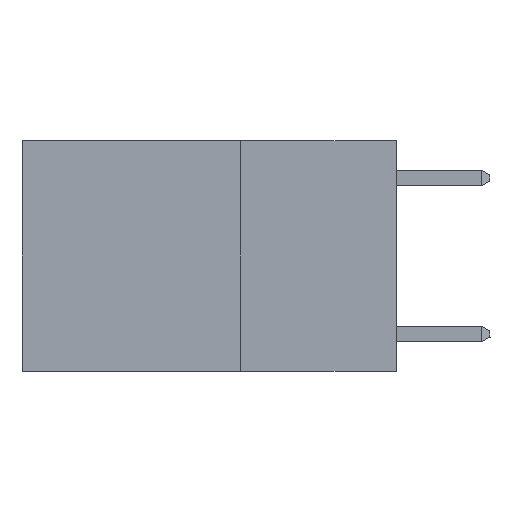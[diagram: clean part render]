
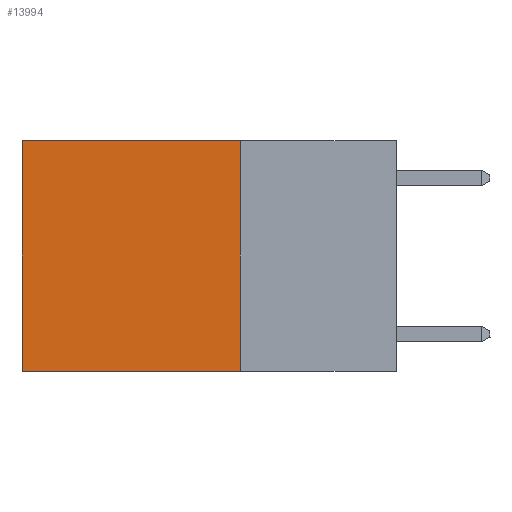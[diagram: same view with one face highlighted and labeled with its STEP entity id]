
A CAD part, left-side view. The second image highlights one B-rep face of the part: STEP entity #13994.
In plain terms, the highlighted planar face has unit normal (-1, 0, 0).
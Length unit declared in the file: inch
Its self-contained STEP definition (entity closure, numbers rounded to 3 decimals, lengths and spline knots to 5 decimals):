
#127 = VECTOR ( 'NONE', #5716, 39.37008 ) ;
#481 = LINE ( 'NONE', #8981, #127 ) ;
#668 = ORIENTED_EDGE ( 'NONE', *, *, #11563, .T. ) ;
#1141 = FACE_OUTER_BOUND ( 'NONE', #11133, .T. ) ;
#1241 = ORIENTED_EDGE ( 'NONE', *, *, #13153, .F. ) ;
#1455 = VERTEX_POINT ( 'NONE', #3151 ) ;
#2256 = VERTEX_POINT ( 'NONE', #2318 ) ;
#2318 = CARTESIAN_POINT ( 'NONE',  ( 0.2625, 0.25, -0.37 ) ) ;
#2687 = CARTESIAN_POINT ( 'NONE',  ( 0.2625, 0.25, 0. ) ) ;
#2781 = CARTESIAN_POINT ( 'NONE',  ( 0.2625, 0.25, 0. ) ) ;
#2826 = DIRECTION ( 'NONE',  ( 0., 0., -1. ) ) ;
#2886 = ORIENTED_EDGE ( 'NONE', *, *, #8395, .F. ) ;
#3151 = CARTESIAN_POINT ( 'NONE',  ( 0.2625, 0.6, 0. ) ) ;
#3949 = DIRECTION ( 'NONE',  ( 0., 1., 0. ) ) ;
#4242 = CARTESIAN_POINT ( 'NONE',  ( 0.2625, 0.6, 0. ) ) ;
#4895 = PLANE ( 'NONE',  #8346 ) ;
#5123 = VECTOR ( 'NONE', #3949, 39.37008 ) ;
#5153 = LINE ( 'NONE', #4242, #5485 ) ;
#5485 = VECTOR ( 'NONE', #10764, 39.37008 ) ;
#5508 = VERTEX_POINT ( 'NONE', #11080 ) ;
#5716 = DIRECTION ( 'NONE',  ( 0., 1., 0. ) ) ;
#5786 = EDGE_CURVE ( 'NONE', #7149, #1455, #10909, .T. ) ;
#5977 = DIRECTION ( 'NONE',  ( 0., 0., -1. ) ) ;
#6859 = ORIENTED_EDGE ( 'NONE', *, *, #5786, .T. ) ;
#6947 = VECTOR ( 'NONE', #2826, 39.37008 ) ;
#7149 = VERTEX_POINT ( 'NONE', #9441 ) ;
#8346 = AXIS2_PLACEMENT_3D ( 'NONE', #2687, #12499, #5977 ) ;
#8395 = EDGE_CURVE ( 'NONE', #7149, #2256, #12723, .T. ) ;
#8981 = CARTESIAN_POINT ( 'NONE',  ( 0.2625, 0.25, -0.37 ) ) ;
#9441 = CARTESIAN_POINT ( 'NONE',  ( 0.2625, 0.25, 0. ) ) ;
#10764 = DIRECTION ( 'NONE',  ( 0., 0., -1. ) ) ;
#10909 = LINE ( 'NONE', #12612, #5123 ) ;
#11080 = CARTESIAN_POINT ( 'NONE',  ( 0.2625, 0.6, -0.37 ) ) ;
#11133 = EDGE_LOOP ( 'NONE', ( #668, #1241, #2886, #6859 ) ) ;
#11563 = EDGE_CURVE ( 'NONE', #1455, #5508, #5153, .T. ) ;
#12499 = DIRECTION ( 'NONE',  ( 1., 0., 0. ) ) ;
#12612 = CARTESIAN_POINT ( 'NONE',  ( 0.2625, 0.25, 0. ) ) ;
#12723 = LINE ( 'NONE', #2781, #6947 ) ;
#13153 = EDGE_CURVE ( 'NONE', #2256, #5508, #481, .T. ) ;
#13994 = ADVANCED_FACE ( 'NONE', ( #1141 ), #4895, .F. ) ;
